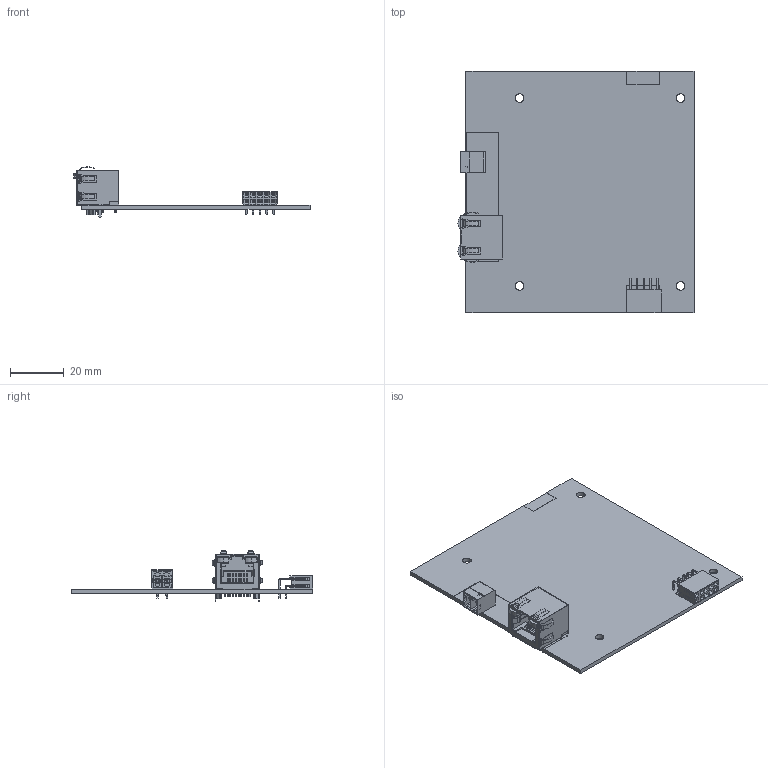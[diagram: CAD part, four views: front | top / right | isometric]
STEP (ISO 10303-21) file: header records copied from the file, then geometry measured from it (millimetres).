
FILE_DESCRIPTION(('FreeCAD Model'),'2;1');
FILE_NAME('Open CASCADE Shape Model','2023-03-23T16:45:02',(''),(''), 'Open CASCADE STEP processor 7.6','FreeCAD','Unknown');
FILE_SCHEMA(('AUTOMOTIVE_DESIGN { 1 0 10303 214 1 1 1 1 }'));
Length unit declared in the file: millimetre
Products named in the file (5): Unnamed; User Library-PBD-10R1_001; 15EDGRC-3.5-02P-14-00AH1_001; 2-Part1_001; ETH1_001
Assembly tree (4 placements, depth 2):
  Unnamed
    User Library-PBD-10R1_001
    15EDGRC-3.5-02P-14-00AH1_001
    2-Part1_001
    ETH1_001
Bounding box: 87.97 x 90 x 18.7 mm (x, y, z)
Volume: 14931.1 mm3; surface area: 21430.2 mm2
Topology: 14 solids, 16 shells, 1264 faces, 3444 edges, 2262 vertices
Faces by surface type: plane 946, cylinder 170, bspline 142, torus 4, cone 2
Full cylindrical faces by diameter (mm): 3.2 x4
Entity records: 53552 total; most frequent: CARTESIAN_POINT 16187, ORIENTED_EDGE 6888, DIRECTION 5542, EDGE_CURVE 3444, LINE 2736, VECTOR 2736, VERTEX_POINT 2262, AXIS2_PLACEMENT_3D 1403
